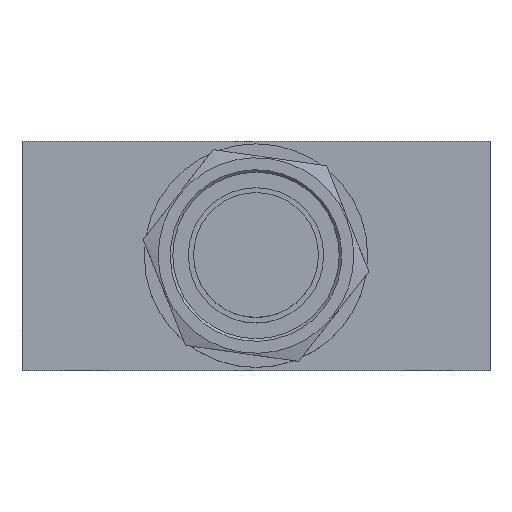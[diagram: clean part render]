
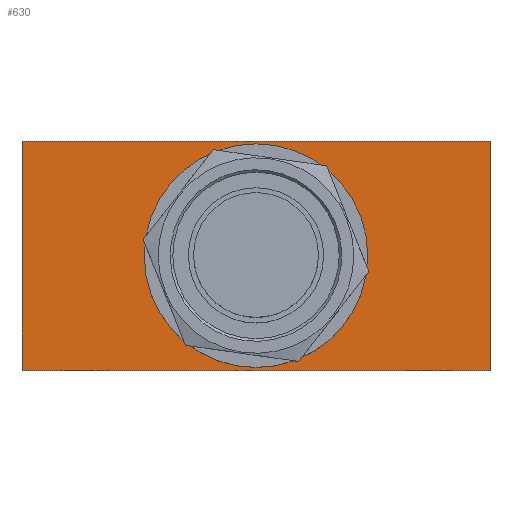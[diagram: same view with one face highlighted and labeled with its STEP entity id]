
A CAD part, top view. The second image highlights one B-rep face of the part: STEP entity #630.
In plain terms, the highlighted planar face has unit normal (0, 0, 1).
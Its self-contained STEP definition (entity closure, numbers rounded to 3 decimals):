
#450=CARTESIAN_POINT('',(10.75,0.,0.0));
#451=VERTEX_POINT('',#450);
#452=CARTESIAN_POINT('',(0.0,0.0,0.0));
#453=DIRECTION('',(0.0,0.0,-1.0));
#454=DIRECTION('',(-1.0,0.0,0.0));
#455=AXIS2_PLACEMENT_3D('',#452,#453,#454);
#456=CIRCLE('',#455,10.75);
#457=EDGE_CURVE('',#451,#451,#456,.T.);
#489=CARTESIAN_POINT('',(22.5,11.,0.0));
#490=VERTEX_POINT('',#489);
#497=CARTESIAN_POINT('',(22.5,-11.0,0.0));
#498=VERTEX_POINT('',#497);
#499=CARTESIAN_POINT('',(22.5,11.,0.0));
#500=DIRECTION('',(0.0,-1.0,0.0));
#501=VECTOR('',#500,22.);
#502=LINE('',#499,#501);
#503=EDGE_CURVE('',#490,#498,#502,.T.);
#530=CARTESIAN_POINT('',(-22.5,11.0,0.0));
#531=VERTEX_POINT('',#530);
#538=CARTESIAN_POINT('',(-22.5,11.0,0.0));
#539=DIRECTION('',(1.0,0.0,0.0));
#540=VECTOR('',#539,45.0);
#541=LINE('',#538,#540);
#542=EDGE_CURVE('',#531,#490,#541,.T.);
#567=CARTESIAN_POINT('',(-22.5,-11.0,0.0));
#568=VERTEX_POINT('',#567);
#575=CARTESIAN_POINT('',(-22.5,-11.0,0.0));
#576=DIRECTION('',(0.0,1.0,0.0));
#577=VECTOR('',#576,22.0);
#578=LINE('',#575,#577);
#579=EDGE_CURVE('',#568,#531,#578,.T.);
#600=CARTESIAN_POINT('',(22.5,-11.0,0.0));
#601=DIRECTION('',(-1.0,0.0,0.0));
#602=VECTOR('',#601,45.0);
#603=LINE('',#600,#602);
#604=EDGE_CURVE('',#498,#568,#603,.T.);
#616=CARTESIAN_POINT('',(0.,0.,0.0));
#617=DIRECTION('',(0.0,0.0,1.0));
#618=DIRECTION('',(1.0,0.0,0.0));
#619=AXIS2_PLACEMENT_3D('',#616,#617,#618);
#620=PLANE('',#619);
#621=ORIENTED_EDGE('',*,*,#604,.F.);
#622=ORIENTED_EDGE('',*,*,#503,.F.);
#623=ORIENTED_EDGE('',*,*,#542,.F.);
#624=ORIENTED_EDGE('',*,*,#579,.F.);
#625=EDGE_LOOP('',(#621,#622,#623,#624));
#626=FACE_OUTER_BOUND('',#625,.T.);
#627=ORIENTED_EDGE('',*,*,#457,.T.);
#628=EDGE_LOOP('',(#627));
#629=FACE_BOUND('',#628,.T.);
#630=ADVANCED_FACE('',(#626,#629),#620,.T.);
